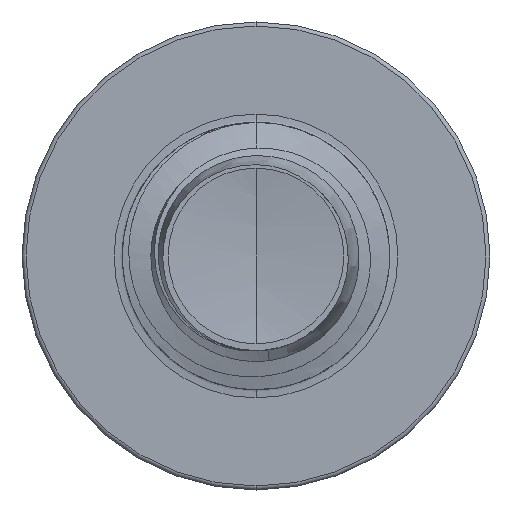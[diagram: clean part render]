
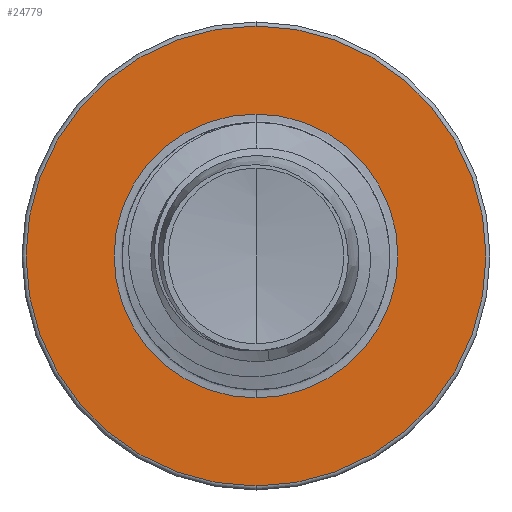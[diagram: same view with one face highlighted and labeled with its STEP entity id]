
A CAD part, front view. The second image highlights one B-rep face of the part: STEP entity #24779.
In plain terms, the highlighted planar face has unit normal (0, -1, 0).
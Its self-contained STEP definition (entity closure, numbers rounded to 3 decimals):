
#609 = FACE_BOUND ( 'NONE', #24908, .T. ) ;
#739 = ORIENTED_EDGE ( 'NONE', *, *, #6125, .T. ) ;
#1564 = ORIENTED_EDGE ( 'NONE', *, *, #5472, .T. ) ;
#2726 = CIRCLE ( 'NONE', #7636, 3.186 ) ;
#3923 = CARTESIAN_POINT ( 'NONE',  ( 0., 11., -5.16 ) ) ;
#3973 = AXIS2_PLACEMENT_3D ( 'NONE', #23099, #12601, #23950 ) ;
#5472 = EDGE_CURVE ( 'NONE', #23498, #24383, #22094, .T. ) ;
#5534 = CIRCLE ( 'NONE', #3973, 5.16 ) ;
#6125 = EDGE_CURVE ( 'NONE', #24383, #23498, #2726, .T. ) ;
#6366 = DIRECTION ( 'NONE',  ( 0., 0., 1. ) ) ;
#6372 = DIRECTION ( 'NONE',  ( 0., 1., 0. ) ) ;
#6417 = CARTESIAN_POINT ( 'NONE',  ( 0., 11., 0. ) ) ;
#6926 = AXIS2_PLACEMENT_3D ( 'NONE', #9657, #9623, #9586 ) ;
#7316 = EDGE_CURVE ( 'NONE', #20661, #22011, #22269, .T. ) ;
#7636 = AXIS2_PLACEMENT_3D ( 'NONE', #14801, #14766, #14677 ) ;
#9586 = DIRECTION ( 'NONE',  ( 0., 0., 1. ) ) ;
#9623 = DIRECTION ( 'NONE',  ( 0., 1., 0. ) ) ;
#9657 = CARTESIAN_POINT ( 'NONE',  ( 0., 11., 0. ) ) ;
#12043 = CARTESIAN_POINT ( 'NONE',  ( 0., 11., 5.16 ) ) ;
#12601 = DIRECTION ( 'NONE',  ( 0., 1., 0. ) ) ;
#14140 = AXIS2_PLACEMENT_3D ( 'NONE', #19329, #24687, #17406 ) ;
#14677 = DIRECTION ( 'NONE',  ( 0., 0., 1. ) ) ;
#14766 = DIRECTION ( 'NONE',  ( 0., 1., 0. ) ) ;
#14801 = CARTESIAN_POINT ( 'NONE',  ( 0., 11., 0. ) ) ;
#15153 = PLANE ( 'NONE',  #14140 ) ;
#17406 = DIRECTION ( 'NONE',  ( 0., 0., 1. ) ) ;
#18555 = CARTESIAN_POINT ( 'NONE',  ( 0., 11., 3.186 ) ) ;
#19285 = AXIS2_PLACEMENT_3D ( 'NONE', #6417, #6372, #6366 ) ;
#19329 = CARTESIAN_POINT ( 'NONE',  ( 0., 11., -3.186 ) ) ;
#20086 = CARTESIAN_POINT ( 'NONE',  ( 0., 11., -3.186 ) ) ;
#20661 = VERTEX_POINT ( 'NONE', #3923 ) ;
#21561 = ORIENTED_EDGE ( 'NONE', *, *, #24445, .F. ) ;
#22011 = VERTEX_POINT ( 'NONE', #12043 ) ;
#22094 = CIRCLE ( 'NONE', #19285, 3.186 ) ;
#22269 = CIRCLE ( 'NONE', #6926, 5.16 ) ;
#23099 = CARTESIAN_POINT ( 'NONE',  ( 0., 11., 0. ) ) ;
#23428 = ORIENTED_EDGE ( 'NONE', *, *, #7316, .F. ) ;
#23498 = VERTEX_POINT ( 'NONE', #20086 ) ;
#23950 = DIRECTION ( 'NONE',  ( 0., 0., 1. ) ) ;
#24188 = EDGE_LOOP ( 'NONE', ( #21561, #23428 ) ) ;
#24225 = FACE_OUTER_BOUND ( 'NONE', #24188, .T. ) ;
#24383 = VERTEX_POINT ( 'NONE', #18555 ) ;
#24445 = EDGE_CURVE ( 'NONE', #22011, #20661, #5534, .T. ) ;
#24687 = DIRECTION ( 'NONE',  ( 0., 1., 0. ) ) ;
#24779 = ADVANCED_FACE ( 'NONE', ( #24225, #609 ), #15153, .F. ) ;
#24908 = EDGE_LOOP ( 'NONE', ( #739, #1564 ) ) ;
